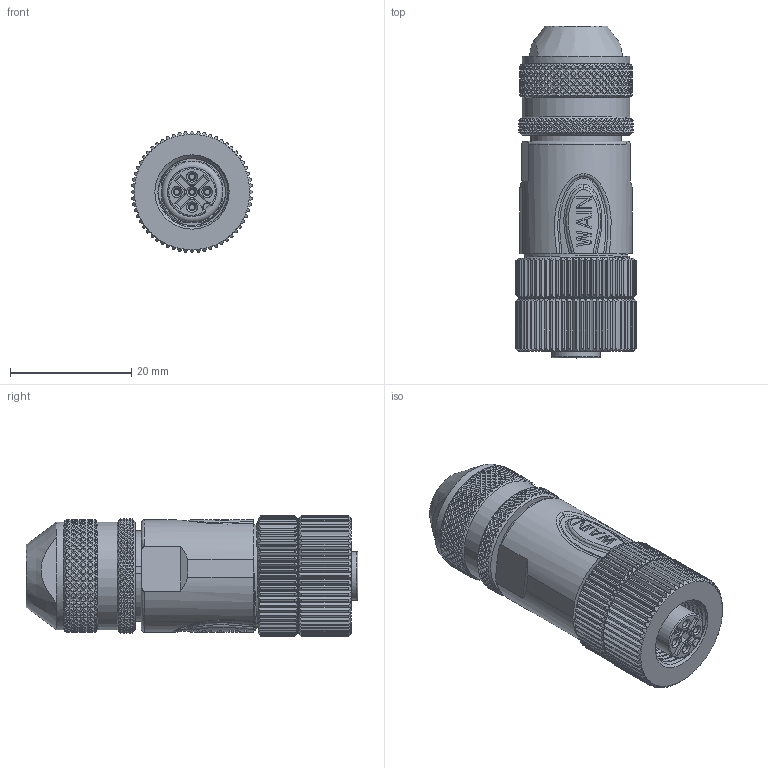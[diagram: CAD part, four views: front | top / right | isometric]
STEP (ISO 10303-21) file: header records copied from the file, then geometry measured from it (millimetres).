
FILE_DESCRIPTION(/* description */ (''),/* implementation_level */ '2;1');
FILE_NAME(/* name */ '22222.stp',/* time_stamp */ '2024-01-31T18:54:52+08:00',/* author */ (''),/* organization */ (''),/* preprocessor_version */ 'ST-DEVELOPER v18.1',/* originating_system */ 'SIEMENS PLM Software NX 1980',/* authorisation */ '');
FILE_SCHEMA (('AUTOMOTIVE_DESIGN { 1 0 10303 214 3 1 1 1 }'));
Length unit declared in the file: millimetre
Products named in the file (1): 22222
Bounding box: 20 x 54.7 x 20 mm (x, y, z)
Volume: 13361.4 mm3; surface area: 5878.4 mm2
Topology: 1 solids, 2 shells, 5562 faces, 12532 edges, 7006 vertices
Faces by surface type: cylinder 4788, plane 404, cone 307, bspline 29, torus 26, extrusion 6, sphere 2
Full cylindrical faces by diameter (mm): 1.1 x4, 1.18 x5, 1.56 x3, 1.6 x1, 8.05 x1, 8.3 x1, 11.2 x1, 14.9 x1, 17.8 x2
Entity records: 164714 total; most frequent: CARTESIAN_POINT 64585, ORIENTED_EDGE 24916, DIRECTION 13685, EDGE_CURVE 12458, B_SPLINE_CURVE_WITH_KNOTS 10774, VERTEX_POINT 6970, AXIS2_PLACEMENT_3D 6466, EDGE_LOOP 5642
